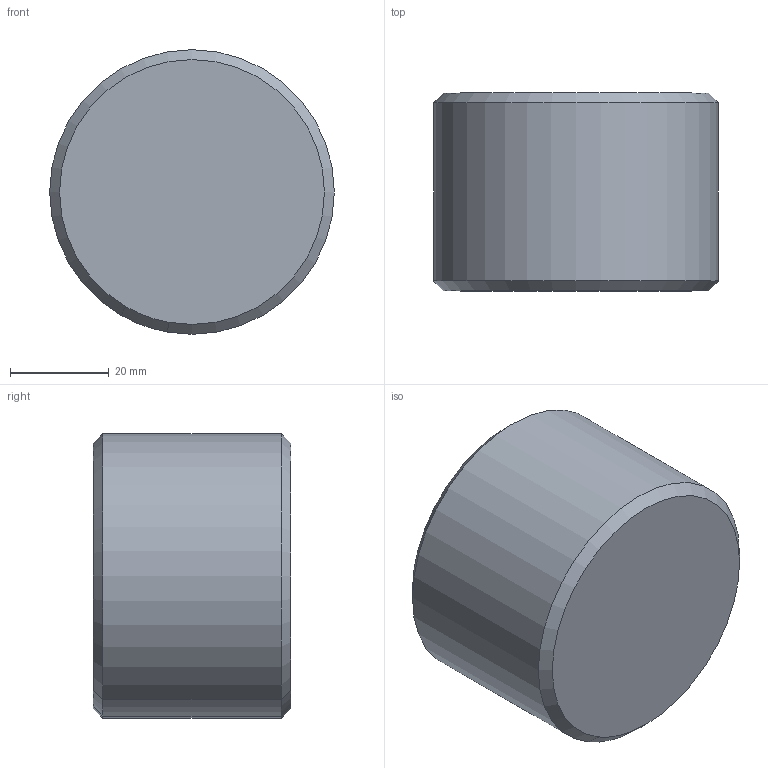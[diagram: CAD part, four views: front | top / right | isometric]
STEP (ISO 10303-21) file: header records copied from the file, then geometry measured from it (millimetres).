
FILE_DESCRIPTION((''),'2;1');
FILE_NAME('843Z09IDLER','2014-06-17T',('mth'),(''),'PRO/ENGINEER BY PARAMETRIC TECHNOLOGY CORPORATION, 2014090','PRO/ENGINEER BY PARAMETRIC TECHNOLOGY CORPORATION, 2014090','');
FILE_SCHEMA(('AUTOMOTIVE_DESIGN { 1 0 10303 214 1 1 1 1 }'));
Length unit declared in the file: millimetre
Products named in the file (1): 843Z09IDLER
Bounding box: 57.55 x 40 x 57.55 mm (x, y, z)
Volume: 103343.2 mm3; surface area: 12000.4 mm2
Topology: 1 solids, 1 shells, 8 faces, 14 edges, 8 vertices
Faces by surface type: cone 4, plane 2, cylinder 2
Entity records: 623 total; most frequent: PROPERTY_DEFINITION 61, REPRESENTATION 60, PROPERTY_DEFINITION_REPRESENTATION 60, GENERAL_PROPERTY 53, GENERAL_PROPERTY_ASSOCIATION 53, DESCRIPTIVE_REPRESENTATION_ITEM 53, DIRECTION 38, CARTESIAN_POINT 32
